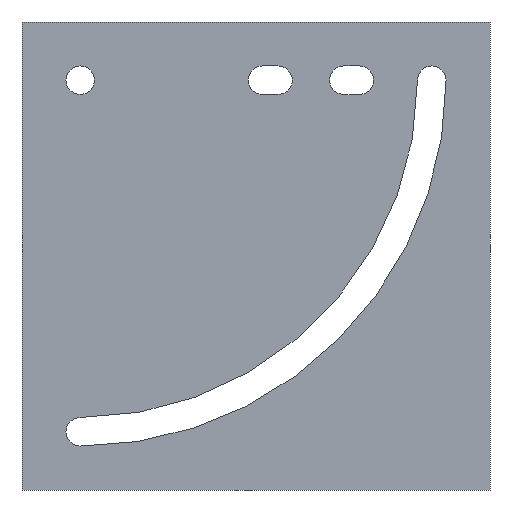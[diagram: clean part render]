
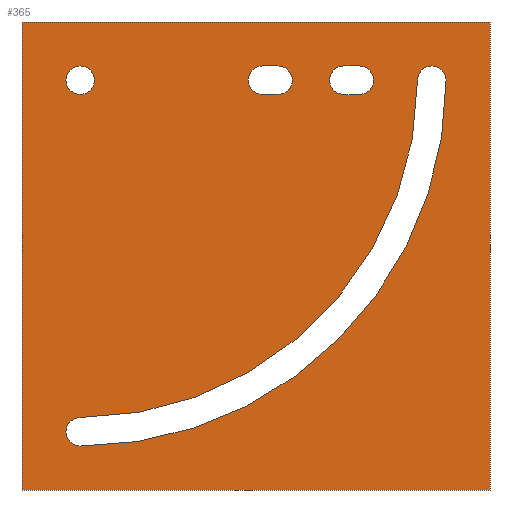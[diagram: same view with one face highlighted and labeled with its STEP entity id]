
A CAD part, front view. The second image highlights one B-rep face of the part: STEP entity #365.
In plain terms, the highlighted planar face has unit normal (0, -1, 0).
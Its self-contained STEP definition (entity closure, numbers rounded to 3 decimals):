
#23=FACE_BOUND('',#69,.T.);
#24=FACE_BOUND('',#70,.T.);
#25=FACE_BOUND('',#71,.T.);
#26=FACE_BOUND('',#72,.T.);
#31=CIRCLE('',#408,6.5);
#32=CIRCLE('',#409,6.5);
#33=CIRCLE('',#410,6.5);
#34=CIRCLE('',#411,6.5);
#35=CIRCLE('',#412,6.5);
#36=CIRCLE('',#413,6.5);
#37=CIRCLE('',#414,166.5);
#38=CIRCLE('',#415,6.5);
#39=CIRCLE('',#416,153.5);
#49=FACE_OUTER_BOUND('',#68,.T.);
#68=EDGE_LOOP('',(#246,#247,#248,#249));
#69=EDGE_LOOP('',(#250));
#70=EDGE_LOOP('',(#251,#252,#253,#254));
#71=EDGE_LOOP('',(#255,#256,#257,#258));
#72=EDGE_LOOP('',(#259,#260,#261,#262));
#95=LINE('',#557,#128);
#96=LINE('',#559,#129);
#97=LINE('',#561,#130);
#98=LINE('',#562,#131);
#99=LINE('',#569,#132);
#100=LINE('',#572,#133);
#101=LINE('',#577,#134);
#102=LINE('',#580,#135);
#128=VECTOR('',#448,10.);
#129=VECTOR('',#449,10.);
#130=VECTOR('',#450,10.);
#131=VECTOR('',#451,10.);
#132=VECTOR('',#456,10.);
#133=VECTOR('',#459,10.);
#134=VECTOR('',#462,10.);
#135=VECTOR('',#465,10.);
#161=VERTEX_POINT('',#555);
#162=VERTEX_POINT('',#556);
#163=VERTEX_POINT('',#558);
#164=VERTEX_POINT('',#560);
#165=VERTEX_POINT('',#563);
#166=VERTEX_POINT('',#565);
#167=VERTEX_POINT('',#566);
#168=VERTEX_POINT('',#568);
#169=VERTEX_POINT('',#570);
#170=VERTEX_POINT('',#573);
#171=VERTEX_POINT('',#574);
#172=VERTEX_POINT('',#576);
#173=VERTEX_POINT('',#578);
#174=VERTEX_POINT('',#581);
#175=VERTEX_POINT('',#582);
#176=VERTEX_POINT('',#584);
#177=VERTEX_POINT('',#586);
#195=EDGE_CURVE('',#161,#162,#95,.T.);
#196=EDGE_CURVE('',#163,#161,#96,.T.);
#197=EDGE_CURVE('',#164,#163,#97,.T.);
#198=EDGE_CURVE('',#162,#164,#98,.T.);
#199=EDGE_CURVE('',#165,#165,#31,.T.);
#200=EDGE_CURVE('',#166,#167,#32,.T.);
#201=EDGE_CURVE('',#167,#168,#99,.T.);
#202=EDGE_CURVE('',#168,#169,#33,.T.);
#203=EDGE_CURVE('',#169,#166,#100,.T.);
#204=EDGE_CURVE('',#170,#171,#34,.T.);
#205=EDGE_CURVE('',#171,#172,#101,.T.);
#206=EDGE_CURVE('',#172,#173,#35,.T.);
#207=EDGE_CURVE('',#173,#170,#102,.T.);
#208=EDGE_CURVE('',#174,#175,#36,.T.);
#209=EDGE_CURVE('',#175,#176,#37,.T.);
#210=EDGE_CURVE('',#176,#177,#38,.T.);
#211=EDGE_CURVE('',#177,#174,#39,.T.);
#246=ORIENTED_EDGE('',*,*,#195,.F.);
#247=ORIENTED_EDGE('',*,*,#196,.F.);
#248=ORIENTED_EDGE('',*,*,#197,.F.);
#249=ORIENTED_EDGE('',*,*,#198,.F.);
#250=ORIENTED_EDGE('',*,*,#199,.T.);
#251=ORIENTED_EDGE('',*,*,#200,.T.);
#252=ORIENTED_EDGE('',*,*,#201,.T.);
#253=ORIENTED_EDGE('',*,*,#202,.T.);
#254=ORIENTED_EDGE('',*,*,#203,.T.);
#255=ORIENTED_EDGE('',*,*,#204,.T.);
#256=ORIENTED_EDGE('',*,*,#205,.T.);
#257=ORIENTED_EDGE('',*,*,#206,.T.);
#258=ORIENTED_EDGE('',*,*,#207,.T.);
#259=ORIENTED_EDGE('',*,*,#208,.T.);
#260=ORIENTED_EDGE('',*,*,#209,.T.);
#261=ORIENTED_EDGE('',*,*,#210,.T.);
#262=ORIENTED_EDGE('',*,*,#211,.T.);
#348=PLANE('',#407);
#365=ADVANCED_FACE('',(#49,#23,#24,#25,#26),#348,.F.);
#407=AXIS2_PLACEMENT_3D('',#554,#446,#447);
#408=AXIS2_PLACEMENT_3D('',#564,#452,#453);
#409=AXIS2_PLACEMENT_3D('',#567,#454,#455);
#410=AXIS2_PLACEMENT_3D('',#571,#457,#458);
#411=AXIS2_PLACEMENT_3D('',#575,#460,#461);
#412=AXIS2_PLACEMENT_3D('',#579,#463,#464);
#413=AXIS2_PLACEMENT_3D('',#583,#466,#467);
#414=AXIS2_PLACEMENT_3D('',#585,#468,#469);
#415=AXIS2_PLACEMENT_3D('',#587,#470,#471);
#416=AXIS2_PLACEMENT_3D('',#588,#472,#473);
#446=DIRECTION('center_axis',(0.,1.,0.));
#447=DIRECTION('ref_axis',(0.,0.,1.));
#448=DIRECTION('',(0.,0.,1.));
#449=DIRECTION('',(-1.,0.,0.));
#450=DIRECTION('',(0.,0.,-1.));
#451=DIRECTION('',(1.,0.,0.));
#452=DIRECTION('center_axis',(0.,1.,0.));
#453=DIRECTION('ref_axis',(1.,0.,0.));
#454=DIRECTION('center_axis',(0.,1.,0.));
#455=DIRECTION('ref_axis',(0.,0.,-1.));
#456=DIRECTION('',(1.,0.,0.));
#457=DIRECTION('center_axis',(0.,1.,0.));
#458=DIRECTION('ref_axis',(0.,0.,1.));
#459=DIRECTION('',(-1.,0.,0.));
#460=DIRECTION('center_axis',(0.,1.,0.));
#461=DIRECTION('ref_axis',(0.,0.,-1.));
#462=DIRECTION('',(-1.,0.,0.));
#463=DIRECTION('center_axis',(0.,1.,0.));
#464=DIRECTION('ref_axis',(0.,0.,1.));
#465=DIRECTION('',(1.,0.,0.));
#466=DIRECTION('center_axis',(0.,1.,0.));
#467=DIRECTION('ref_axis',(-1.,0.,0.));
#468=DIRECTION('center_axis',(0.,1.,0.));
#469=DIRECTION('ref_axis',(1.,0.,0.));
#470=DIRECTION('center_axis',(0.,1.,0.));
#471=DIRECTION('ref_axis',(0.,0.,-1.));
#472=DIRECTION('center_axis',(0.,-1.,0.));
#473=DIRECTION('ref_axis',(-1.,0.,0.));
#554=CARTESIAN_POINT('Origin',(0.,0.,0.));
#555=CARTESIAN_POINT('',(-106.5,0.,-106.5));
#556=CARTESIAN_POINT('',(-106.5,0.,106.5));
#557=CARTESIAN_POINT('',(-106.5,0.,-106.5));
#558=CARTESIAN_POINT('',(106.5,0.,-106.5));
#559=CARTESIAN_POINT('',(106.5,0.,-106.5));
#560=CARTESIAN_POINT('',(106.5,0.,106.5));
#561=CARTESIAN_POINT('',(106.5,0.,106.5));
#562=CARTESIAN_POINT('',(-106.5,0.,106.5));
#563=CARTESIAN_POINT('',(-86.5,0.,80.));
#564=CARTESIAN_POINT('Origin',(-80.,0.,80.));
#565=CARTESIAN_POINT('',(3.,0.,73.5));
#566=CARTESIAN_POINT('',(3.,0.,86.5));
#567=CARTESIAN_POINT('Origin',(3.,0.,80.));
#568=CARTESIAN_POINT('',(10.,0.,86.5));
#569=CARTESIAN_POINT('',(5.,0.,86.5));
#570=CARTESIAN_POINT('',(10.,0.,73.5));
#571=CARTESIAN_POINT('Origin',(10.,0.,80.));
#572=CARTESIAN_POINT('',(1.5,0.,73.5));
#573=CARTESIAN_POINT('',(47.,0.,86.5));
#574=CARTESIAN_POINT('',(47.,0.,73.5));
#575=CARTESIAN_POINT('Origin',(47.,0.,80.));
#576=CARTESIAN_POINT('',(40.,0.,73.5));
#577=CARTESIAN_POINT('',(20.,0.,73.5));
#578=CARTESIAN_POINT('',(40.,0.,86.5));
#579=CARTESIAN_POINT('Origin',(40.,0.,80.));
#580=CARTESIAN_POINT('',(23.5,0.,86.5));
#581=CARTESIAN_POINT('',(73.5,0.,80.));
#582=CARTESIAN_POINT('',(86.5,0.,80.));
#583=CARTESIAN_POINT('Origin',(80.,0.,80.));
#584=CARTESIAN_POINT('',(-80.,0.,-86.5));
#585=CARTESIAN_POINT('Origin',(-80.,0.,80.));
#586=CARTESIAN_POINT('',(-80.,0.,-73.5));
#587=CARTESIAN_POINT('Origin',(-80.,0.,-80.));
#588=CARTESIAN_POINT('Origin',(-80.,0.,80.));
